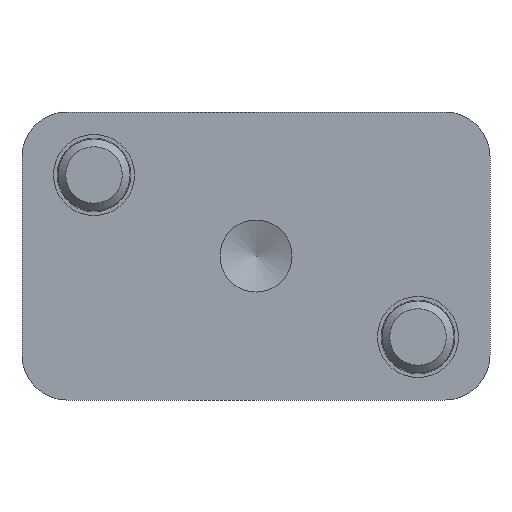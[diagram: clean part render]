
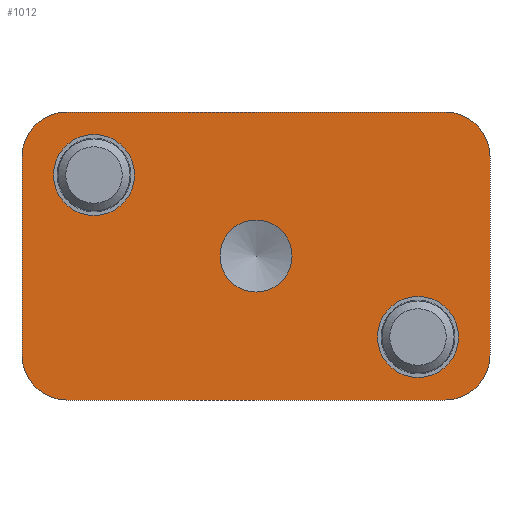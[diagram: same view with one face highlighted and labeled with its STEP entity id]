
A CAD part, front view. The second image highlights one B-rep face of the part: STEP entity #1012.
In plain terms, the highlighted planar face has unit normal (0, -1, 0).
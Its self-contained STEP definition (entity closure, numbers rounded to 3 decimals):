
#59=PLANE('',#1097);
#107=LINE('',#1528,#155);
#110=LINE('',#1536,#158);
#113=LINE('',#1544,#161);
#116=LINE('',#1552,#164);
#155=VECTOR('',#1241,1000.);
#158=VECTOR('',#1250,1000.);
#161=VECTOR('',#1259,1000.);
#164=VECTOR('',#1268,1000.);
#271=ORIENTED_EDGE('',*,*,#443,.T.);
#272=ORIENTED_EDGE('',*,*,#444,.T.);
#273=ORIENTED_EDGE('',*,*,#445,.T.);
#274=ORIENTED_EDGE('',*,*,#427,.F.);
#275=ORIENTED_EDGE('',*,*,#442,.F.);
#276=ORIENTED_EDGE('',*,*,#440,.F.);
#277=ORIENTED_EDGE('',*,*,#438,.F.);
#278=ORIENTED_EDGE('',*,*,#436,.F.);
#279=ORIENTED_EDGE('',*,*,#434,.F.);
#280=ORIENTED_EDGE('',*,*,#432,.F.);
#281=ORIENTED_EDGE('',*,*,#430,.F.);
#427=EDGE_CURVE('',#523,#524,#581,.T.);
#430=EDGE_CURVE('',#524,#525,#107,.T.);
#432=EDGE_CURVE('',#525,#526,#582,.T.);
#434=EDGE_CURVE('',#526,#527,#110,.T.);
#436=EDGE_CURVE('',#527,#528,#583,.T.);
#438=EDGE_CURVE('',#528,#529,#113,.T.);
#440=EDGE_CURVE('',#529,#530,#584,.T.);
#442=EDGE_CURVE('',#530,#523,#116,.T.);
#443=EDGE_CURVE('',#531,#531,#585,.T.);
#444=EDGE_CURVE('',#532,#532,#586,.T.);
#445=EDGE_CURVE('',#533,#533,#587,.T.);
#523=VERTEX_POINT('',#1523);
#524=VERTEX_POINT('',#1524);
#525=VERTEX_POINT('',#1529);
#526=VERTEX_POINT('',#1533);
#527=VERTEX_POINT('',#1537);
#528=VERTEX_POINT('',#1541);
#529=VERTEX_POINT('',#1545);
#530=VERTEX_POINT('',#1549);
#531=VERTEX_POINT('',#1555);
#532=VERTEX_POINT('',#1557);
#533=VERTEX_POINT('',#1559);
#581=CIRCLE('',#1086,2.5);
#582=CIRCLE('',#1089,2.5);
#583=CIRCLE('',#1092,2.5);
#584=CIRCLE('',#1095,2.5);
#585=CIRCLE('',#1098,2.25);
#586=CIRCLE('',#1099,2.25);
#587=CIRCLE('',#1100,2.);
#634=EDGE_LOOP('',(#271));
#635=EDGE_LOOP('',(#272));
#636=EDGE_LOOP('',(#273));
#637=EDGE_LOOP('',(#274,#275,#276,#277,#278,#279,#280,#281));
#714=FACE_BOUND('',#634,.T.);
#715=FACE_BOUND('',#635,.T.);
#716=FACE_BOUND('',#636,.T.);
#717=FACE_BOUND('',#637,.T.);
#1012=ADVANCED_FACE('',(#714,#715,#716,#717),#59,.F.);
#1086=AXIS2_PLACEMENT_3D('',#1522,#1235,#1236);
#1089=AXIS2_PLACEMENT_3D('',#1532,#1245,#1246);
#1092=AXIS2_PLACEMENT_3D('',#1540,#1254,#1255);
#1095=AXIS2_PLACEMENT_3D('',#1548,#1263,#1264);
#1097=AXIS2_PLACEMENT_3D('',#1553,#1269,#1270);
#1098=AXIS2_PLACEMENT_3D('',#1554,#1271,#1272);
#1099=AXIS2_PLACEMENT_3D('',#1556,#1273,#1274);
#1100=AXIS2_PLACEMENT_3D('',#1558,#1275,#1276);
#1235=DIRECTION('',(0.,1.,0.));
#1236=DIRECTION('',(1.,0.,0.));
#1241=DIRECTION('',(0.,0.,1.));
#1245=DIRECTION('',(0.,1.,0.));
#1246=DIRECTION('',(1.,0.,0.));
#1250=DIRECTION('',(1.,0.,0.));
#1254=DIRECTION('',(0.,1.,0.));
#1255=DIRECTION('',(1.,0.,0.));
#1259=DIRECTION('',(0.,0.,-1.));
#1263=DIRECTION('',(0.,1.,0.));
#1264=DIRECTION('',(1.,0.,0.));
#1268=DIRECTION('',(-1.,0.,0.));
#1269=DIRECTION('',(0.,1.,0.));
#1270=DIRECTION('',(0.,0.,1.));
#1271=DIRECTION('',(0.,1.,0.));
#1272=DIRECTION('',(1.,0.,0.));
#1273=DIRECTION('',(0.,1.,0.));
#1274=DIRECTION('',(1.,0.,0.));
#1275=DIRECTION('',(0.,1.,0.));
#1276=DIRECTION('',(1.,0.,0.));
#1522=CARTESIAN_POINT('',(-10.5,0.,-5.5));
#1523=CARTESIAN_POINT('',(-10.5,0.,-8.));
#1524=CARTESIAN_POINT('',(-13.,0.,-5.5));
#1528=CARTESIAN_POINT('',(-13.,0.,-5.5));
#1529=CARTESIAN_POINT('',(-13.,0.,5.5));
#1532=CARTESIAN_POINT('',(-10.5,0.,5.5));
#1533=CARTESIAN_POINT('',(-10.5,0.,8.));
#1536=CARTESIAN_POINT('',(-10.5,0.,8.));
#1537=CARTESIAN_POINT('',(10.5,0.,8.));
#1540=CARTESIAN_POINT('',(10.5,0.,5.5));
#1541=CARTESIAN_POINT('',(13.,0.,5.5));
#1544=CARTESIAN_POINT('',(13.,0.,5.5));
#1545=CARTESIAN_POINT('',(13.,0.,-5.5));
#1548=CARTESIAN_POINT('',(10.5,0.,-5.5));
#1549=CARTESIAN_POINT('',(10.5,0.,-8.));
#1552=CARTESIAN_POINT('',(10.5,0.,-8.));
#1553=CARTESIAN_POINT('',(-10.5,0.,-5.5));
#1554=CARTESIAN_POINT('',(9.,0.,-4.5));
#1555=CARTESIAN_POINT('',(11.25,0.,-4.5));
#1556=CARTESIAN_POINT('',(-9.,0.,4.5));
#1557=CARTESIAN_POINT('',(-6.75,0.,4.5));
#1558=CARTESIAN_POINT('',(0.,0.,0.));
#1559=CARTESIAN_POINT('',(2.,0.,0.));
